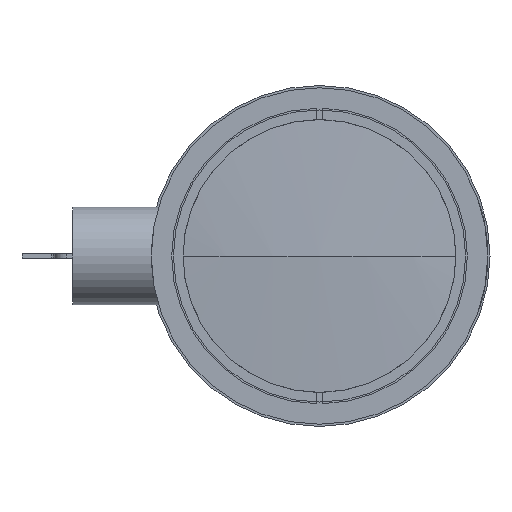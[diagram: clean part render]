
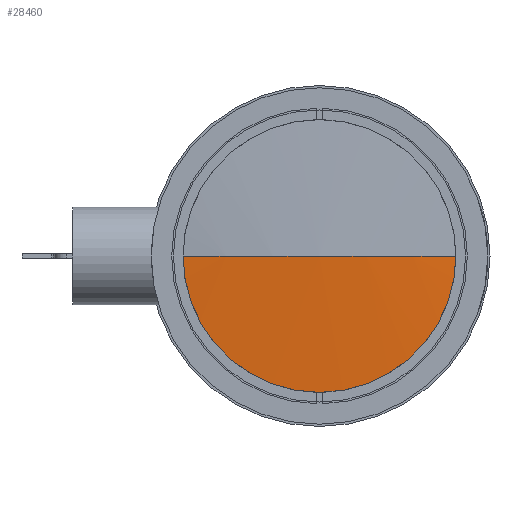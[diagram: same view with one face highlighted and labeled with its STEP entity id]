
A CAD part, left-side view. The second image highlights one B-rep face of the part: STEP entity #28460.
In plain terms, the highlighted spherical face has radius 327.942 mm.
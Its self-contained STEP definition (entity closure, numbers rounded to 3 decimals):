
#824 = CIRCLE ( 'NONE', #31958, 327.942 ) ;
#887 = VERTEX_POINT ( 'NONE', #32194 ) ;
#4872 = VERTEX_POINT ( 'NONE', #13226 ) ;
#5451 = ORIENTED_EDGE ( 'NONE', *, *, #62984, .T. ) ;
#5880 = DIRECTION ( 'NONE',  ( -1., 0., 0. ) ) ;
#7504 = VERTEX_POINT ( 'NONE', #76840 ) ;
#13226 = CARTESIAN_POINT ( 'NONE',  ( 1.448, 30.788, 0. ) ) ;
#15531 = DIRECTION ( 'NONE',  ( 0., 0., -1. ) ) ;
#16808 = CARTESIAN_POINT ( 'NONE',  ( 1.448, 0., 0. ) ) ;
#19779 = CARTESIAN_POINT ( 'NONE',  ( 327.942, 0., 0. ) ) ;
#22996 = AXIS2_PLACEMENT_3D ( 'NONE', #26107, #68182, #61190 ) ;
#24440 = AXIS2_PLACEMENT_3D ( 'NONE', #77023, #15531, #41888 ) ;
#24878 = DIRECTION ( 'NONE',  ( 1., 0., 0. ) ) ;
#26107 = CARTESIAN_POINT ( 'NONE',  ( 327.942, 0., 0. ) ) ;
#27641 = SPHERICAL_SURFACE ( 'NONE', #24440, 327.942 ) ;
#28460 = ADVANCED_FACE ( 'NONE', ( #51038 ), #27641, .T. ) ;
#29595 = DIRECTION ( 'NONE',  ( -1., 0., 0. ) ) ;
#31858 = EDGE_CURVE ( 'NONE', #887, #7504, #71792, .T. ) ;
#31958 = AXIS2_PLACEMENT_3D ( 'NONE', #19779, #43548, #24878 ) ;
#32194 = CARTESIAN_POINT ( 'NONE',  ( 1.448, 0., -30.788 ) ) ;
#33673 = AXIS2_PLACEMENT_3D ( 'NONE', #16808, #5880, #70605 ) ;
#34121 = CARTESIAN_POINT ( 'NONE',  ( 0., 0., 0. ) ) ;
#34284 = CARTESIAN_POINT ( 'NONE',  ( 1.448, 0., 0. ) ) ;
#34590 = ORIENTED_EDGE ( 'NONE', *, *, #40705, .F. ) ;
#36053 = EDGE_CURVE ( 'NONE', #4872, #887, #56094, .T. ) ;
#37704 = VERTEX_POINT ( 'NONE', #34121 ) ;
#39355 = ORIENTED_EDGE ( 'NONE', *, *, #36053, .T. ) ;
#40141 = DIRECTION ( 'NONE',  ( 0., 0., 1. ) ) ;
#40705 = EDGE_CURVE ( 'NONE', #4872, #37704, #824, .T. ) ;
#41888 = DIRECTION ( 'NONE',  ( 0., 1., 0. ) ) ;
#42896 = CIRCLE ( 'NONE', #22996, 327.942 ) ;
#43548 = DIRECTION ( 'NONE',  ( 0., 0., 1. ) ) ;
#48008 = ORIENTED_EDGE ( 'NONE', *, *, #31858, .T. ) ;
#51038 = FACE_OUTER_BOUND ( 'NONE', #73395, .T. ) ;
#56094 = CIRCLE ( 'NONE', #33673, 30.788 ) ;
#61190 = DIRECTION ( 'NONE',  ( 0., 1., 0. ) ) ;
#62984 = EDGE_CURVE ( 'NONE', #7504, #37704, #42896, .T. ) ;
#63035 = AXIS2_PLACEMENT_3D ( 'NONE', #34284, #29595, #40141 ) ;
#68182 = DIRECTION ( 'NONE',  ( 0., 0., -1. ) ) ;
#70605 = DIRECTION ( 'NONE',  ( 0., 0., 1. ) ) ;
#71792 = CIRCLE ( 'NONE', #63035, 30.788 ) ;
#73395 = EDGE_LOOP ( 'NONE', ( #39355, #48008, #5451, #34590 ) ) ;
#76840 = CARTESIAN_POINT ( 'NONE',  ( 1.448, -30.788, 0. ) ) ;
#77023 = CARTESIAN_POINT ( 'NONE',  ( 327.942, 0., 0. ) ) ;
